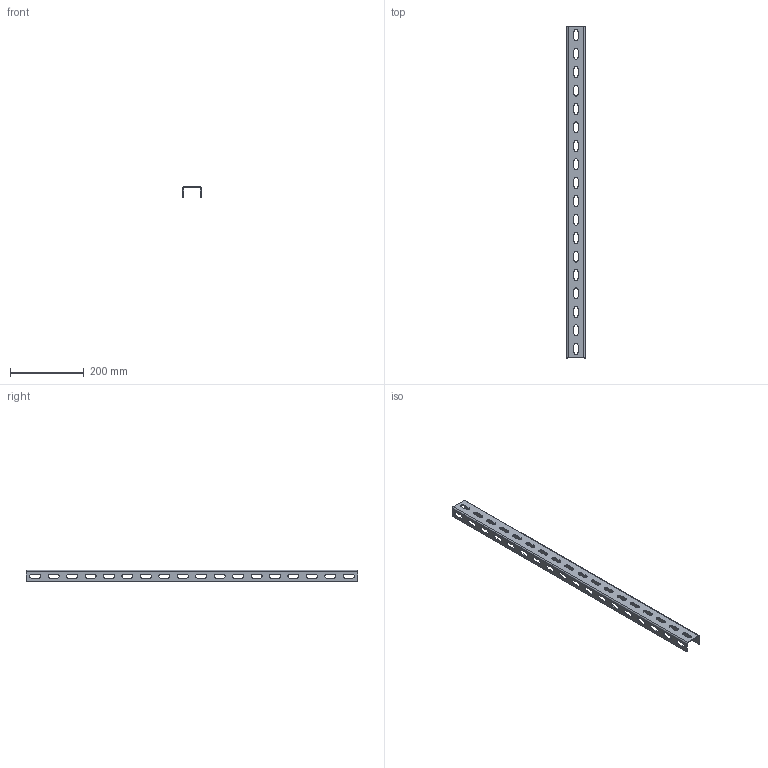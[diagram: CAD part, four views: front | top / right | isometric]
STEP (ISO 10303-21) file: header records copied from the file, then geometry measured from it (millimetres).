
FILE_DESCRIPTION((''),'2;1');
FILE_NAME('6342316','2013-07-11T',('AndreasKeweloh'),(''),'PRO/ENGINEER BY PARAMETRIC TECHNOLOGY CORPORATION, 2012360','PRO/ENGINEER BY PARAMETRIC TECHNOLOGY CORPORATION, 2012360','');
FILE_SCHEMA(('CONFIG_CONTROL_DESIGN'));
Length unit declared in the file: millimetre
Products named in the file (1): 6342316
Bounding box: 50 x 900 x 30 mm (x, y, z)
Volume: 154101.6 mm3; surface area: 165953.2 mm2
Topology: 1 solids, 1 shells, 230 faces, 684 edges, 456 vertices
Faces by surface type: plane 118, cylinder 112
Entity records: 8026 total; most frequent: CARTESIAN_POINT 1370, DIRECTION 1368, ORIENTED_EDGE 1368, EDGE_CURVE 684, VECTOR 460, LINE 460, VERTEX_POINT 456, AXIS2_PLACEMENT_3D 454
